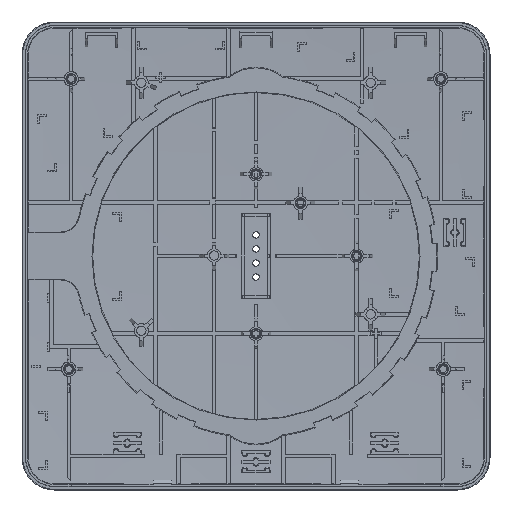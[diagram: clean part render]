
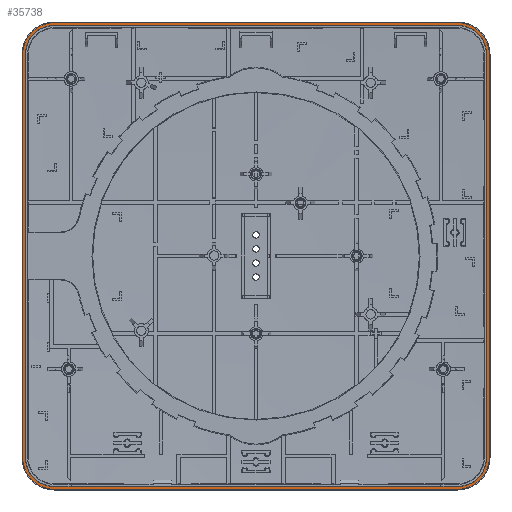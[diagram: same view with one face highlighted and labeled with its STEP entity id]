
A CAD part, front view. The second image highlights one B-rep face of the part: STEP entity #35738.
In plain terms, the highlighted planar face has unit normal (0, -1, 0).
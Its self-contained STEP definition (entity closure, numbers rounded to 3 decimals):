
#4297=DIRECTION('',(0.,0.,-1.));
#4298=VECTOR('',#4297,0.25);
#4299=CARTESIAN_POINT('',(-79.,25.4,-98.3));
#4300=LINE('',#4299,#4298);
#5988=CARTESIAN_POINT('',(-86.2,25.4,-86.2));
#5989=DIRECTION('',(0.,1.,0.));
#5990=DIRECTION('',(0.,0.,-1.));
#5991=AXIS2_PLACEMENT_3D('',#5988,#5989,#5990);
#5996=CARTESIAN_POINT('',(-86.2,25.4,86.2));
#5997=DIRECTION('',(0.,1.,0.));
#5998=DIRECTION('',(-1.,0.,0.));
#5999=AXIS2_PLACEMENT_3D('',#5996,#5997,#5998);
#6004=CARTESIAN_POINT('',(86.2,25.4,86.2));
#6005=DIRECTION('',(0.,1.,0.));
#6006=DIRECTION('',(0.,0.,1.));
#6007=AXIS2_PLACEMENT_3D('',#6004,#6005,#6006);
#6012=CARTESIAN_POINT('',(86.2,25.4,-86.2));
#6013=DIRECTION('',(0.,1.,0.));
#6014=DIRECTION('',(1.,0.,0.));
#6015=AXIS2_PLACEMENT_3D('',#6012,#6013,#6014);
#6020=DIRECTION('',(0.,0.,-1.));
#6021=VECTOR('',#6020,0.25);
#6022=CARTESIAN_POINT('',(79.,25.4,-98.3));
#6023=LINE('',#6022,#6021);
#6027=DIRECTION('',(1.,0.,0.));
#6028=VECTOR('',#6027,7.2);
#6029=CARTESIAN_POINT('',(79.,25.4,-98.55));
#6030=LINE('',#6029,#6028);
#6034=CARTESIAN_POINT('',(86.2,25.4,-86.2));
#6035=DIRECTION('',(0.,-1.,0.));
#6036=DIRECTION('',(0.,0.,-1.));
#6037=AXIS2_PLACEMENT_3D('',#6034,#6035,#6036);
#6042=DIRECTION('',(0.,0.,1.));
#6043=VECTOR('',#6042,172.4);
#6044=CARTESIAN_POINT('',(98.55,25.4,-86.2));
#6045=LINE('',#6044,#6043);
#6049=CARTESIAN_POINT('',(86.2,25.4,86.2));
#6050=DIRECTION('',(0.,-1.,0.));
#6051=DIRECTION('',(1.,0.,0.));
#6052=AXIS2_PLACEMENT_3D('',#6049,#6050,#6051);
#6057=DIRECTION('',(-1.,0.,0.));
#6058=VECTOR('',#6057,172.4);
#6059=CARTESIAN_POINT('',(86.2,25.4,98.55));
#6060=LINE('',#6059,#6058);
#6064=CARTESIAN_POINT('',(-86.2,25.4,86.2));
#6065=DIRECTION('',(0.,-1.,0.));
#6066=DIRECTION('',(0.,0.,1.));
#6067=AXIS2_PLACEMENT_3D('',#6064,#6065,#6066);
#6072=DIRECTION('',(0.,0.,-1.));
#6073=VECTOR('',#6072,172.4);
#6074=CARTESIAN_POINT('',(-98.55,25.4,86.2));
#6075=LINE('',#6074,#6073);
#6079=CARTESIAN_POINT('',(-86.2,25.4,-86.2));
#6080=DIRECTION('',(0.,-1.,0.));
#6081=DIRECTION('',(-1.,0.,0.));
#6082=AXIS2_PLACEMENT_3D('',#6079,#6080,#6081);
#6087=DIRECTION('',(1.,0.,0.));
#6088=VECTOR('',#6087,7.2);
#6089=CARTESIAN_POINT('',(-86.2,25.4,-98.55));
#6090=LINE('',#6089,#6088);
#6094=DIRECTION('',(1.,0.,0.));
#6095=VECTOR('',#6094,172.4);
#6096=CARTESIAN_POINT('',(-86.2,25.4,-99.7));
#6097=LINE('',#6096,#6095);
#6887=DIRECTION('',(0.,0.,-1.));
#6888=VECTOR('',#6887,172.4);
#6889=CARTESIAN_POINT('',(-99.7,25.4,86.2));
#6890=LINE('',#6889,#6888);
#6908=DIRECTION('',(-1.,0.,0.));
#6909=VECTOR('',#6908,172.4);
#6910=CARTESIAN_POINT('',(86.2,25.4,99.7));
#6911=LINE('',#6910,#6909);
#6929=DIRECTION('',(0.,0.,1.));
#6930=VECTOR('',#6929,172.4);
#6931=CARTESIAN_POINT('',(99.7,25.4,-86.2));
#6932=LINE('',#6931,#6930);
#6950=DIRECTION('',(-1.,0.,0.));
#6951=VECTOR('',#6950,158.);
#6952=CARTESIAN_POINT('',(79.,25.4,-98.3));
#6953=LINE('',#6952,#6951);
#29754=CARTESIAN_POINT('',(-79.,25.4,-98.3));
#29755=VERTEX_POINT('',#29754);
#29756=CARTESIAN_POINT('',(-79.,25.4,-98.55));
#29757=VERTEX_POINT('',#29756);
#29820=CARTESIAN_POINT('',(79.,25.4,-98.55));
#29821=VERTEX_POINT('',#29820);
#29822=CARTESIAN_POINT('',(79.,25.4,-98.3));
#29823=VERTEX_POINT('',#29822);
#29826=CARTESIAN_POINT('',(86.2,25.4,-98.55));
#29827=VERTEX_POINT('',#29826);
#29828=CARTESIAN_POINT('',(98.55,25.4,-86.2));
#29829=VERTEX_POINT('',#29828);
#29830=CARTESIAN_POINT('',(-86.2,25.4,-99.7));
#29831=CARTESIAN_POINT('',(86.2,25.4,-99.7));
#29832=VERTEX_POINT('',#29830);
#29833=VERTEX_POINT('',#29831);
#29834=CARTESIAN_POINT('',(-99.7,25.4,-86.2));
#29835=VERTEX_POINT('',#29834);
#29836=CARTESIAN_POINT('',(-99.7,25.4,86.2));
#29837=VERTEX_POINT('',#29836);
#29838=CARTESIAN_POINT('',(-86.2,25.4,99.7));
#29839=VERTEX_POINT('',#29838);
#29840=CARTESIAN_POINT('',(86.2,25.4,99.7));
#29841=VERTEX_POINT('',#29840);
#29842=CARTESIAN_POINT('',(99.7,25.4,86.2));
#29843=VERTEX_POINT('',#29842);
#29844=CARTESIAN_POINT('',(99.7,25.4,-86.2));
#29845=VERTEX_POINT('',#29844);
#29846=CARTESIAN_POINT('',(98.55,25.4,86.2));
#29847=VERTEX_POINT('',#29846);
#29848=CARTESIAN_POINT('',(86.2,25.4,98.55));
#29849=VERTEX_POINT('',#29848);
#29850=CARTESIAN_POINT('',(-86.2,25.4,98.55));
#29851=VERTEX_POINT('',#29850);
#29852=CARTESIAN_POINT('',(-98.55,25.4,86.2));
#29853=VERTEX_POINT('',#29852);
#29854=CARTESIAN_POINT('',(-98.55,25.4,-86.2));
#29855=VERTEX_POINT('',#29854);
#29856=CARTESIAN_POINT('',(-86.2,25.4,-98.55));
#29857=VERTEX_POINT('',#29856);
#35693=CARTESIAN_POINT('',(-86.2,25.4,-86.2));
#35694=DIRECTION('',(0.,-1.,0.));
#35695=DIRECTION('',(0.,0.,-1.));
#35696=AXIS2_PLACEMENT_3D('',#35693,#35694,#35695);
#35697=PLANE('',#35696);
#35699=ORIENTED_EDGE('',*,*,#35698,.F.);
#35701=ORIENTED_EDGE('',*,*,#35700,.T.);
#35703=ORIENTED_EDGE('',*,*,#35702,.F.);
#35705=ORIENTED_EDGE('',*,*,#35704,.T.);
#35707=ORIENTED_EDGE('',*,*,#35706,.F.);
#35709=ORIENTED_EDGE('',*,*,#35708,.T.);
#35711=ORIENTED_EDGE('',*,*,#35710,.F.);
#35713=ORIENTED_EDGE('',*,*,#35712,.T.);
#35714=EDGE_LOOP('',(#35699,#35701,#35703,#35705,#35707,#35709,#35711,#35713));
#35715=FACE_OUTER_BOUND('',#35714,.F.);
#35717=ORIENTED_EDGE('',*,*,#35716,.F.);
#35718=ORIENTED_EDGE('',*,*,#35655,.T.);
#35719=ORIENTED_EDGE('',*,*,#35674,.T.);
#35720=ORIENTED_EDGE('',*,*,#35684,.T.);
#35722=ORIENTED_EDGE('',*,*,#35721,.T.);
#35724=ORIENTED_EDGE('',*,*,#35723,.T.);
#35726=ORIENTED_EDGE('',*,*,#35725,.T.);
#35728=ORIENTED_EDGE('',*,*,#35727,.T.);
#35730=ORIENTED_EDGE('',*,*,#35729,.T.);
#35732=ORIENTED_EDGE('',*,*,#35731,.T.);
#35734=ORIENTED_EDGE('',*,*,#35733,.T.);
#35735=ORIENTED_EDGE('',*,*,#34384,.F.);
#35736=EDGE_LOOP('',(#35717,#35718,#35719,#35720,#35722,#35724,#35726,#35728,
#35730,#35732,#35734,#35735));
#35737=FACE_BOUND('',#35736,.F.);
#5992=CIRCLE('',#5991,13.5);
#6000=CIRCLE('',#5999,13.5);
#6008=CIRCLE('',#6007,13.5);
#6016=CIRCLE('',#6015,13.5);
#6038=CIRCLE('',#6037,12.35);
#6053=CIRCLE('',#6052,12.35);
#6068=CIRCLE('',#6067,12.35);
#6083=CIRCLE('',#6082,12.35);
#34384=EDGE_CURVE('',#29755,#29757,#4300,.T.);
#35655=EDGE_CURVE('',#29823,#29821,#6023,.T.);
#35674=EDGE_CURVE('',#29821,#29827,#6030,.T.);
#35684=EDGE_CURVE('',#29827,#29829,#6038,.T.);
#35698=EDGE_CURVE('',#29832,#29833,#6097,.T.);
#35700=EDGE_CURVE('',#29832,#29835,#5992,.T.);
#35702=EDGE_CURVE('',#29837,#29835,#6890,.T.);
#35704=EDGE_CURVE('',#29837,#29839,#6000,.T.);
#35706=EDGE_CURVE('',#29841,#29839,#6911,.T.);
#35708=EDGE_CURVE('',#29841,#29843,#6008,.T.);
#35710=EDGE_CURVE('',#29845,#29843,#6932,.T.);
#35712=EDGE_CURVE('',#29845,#29833,#6016,.T.);
#35716=EDGE_CURVE('',#29823,#29755,#6953,.T.);
#35721=EDGE_CURVE('',#29829,#29847,#6045,.T.);
#35723=EDGE_CURVE('',#29847,#29849,#6053,.T.);
#35725=EDGE_CURVE('',#29849,#29851,#6060,.T.);
#35727=EDGE_CURVE('',#29851,#29853,#6068,.T.);
#35729=EDGE_CURVE('',#29853,#29855,#6075,.T.);
#35731=EDGE_CURVE('',#29855,#29857,#6083,.T.);
#35733=EDGE_CURVE('',#29857,#29757,#6090,.T.);
#35738=ADVANCED_FACE('',(#35715,#35737),#35697,.T.);
